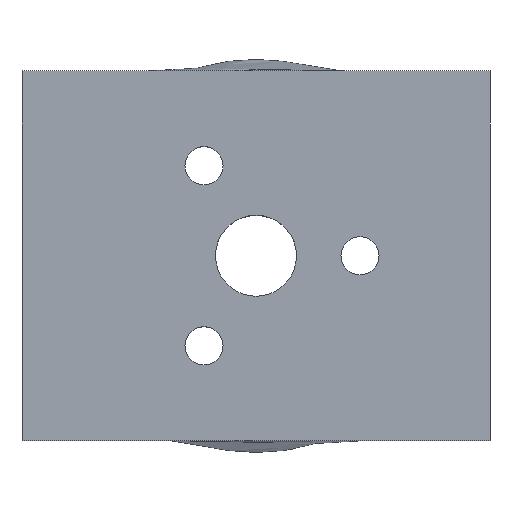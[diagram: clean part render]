
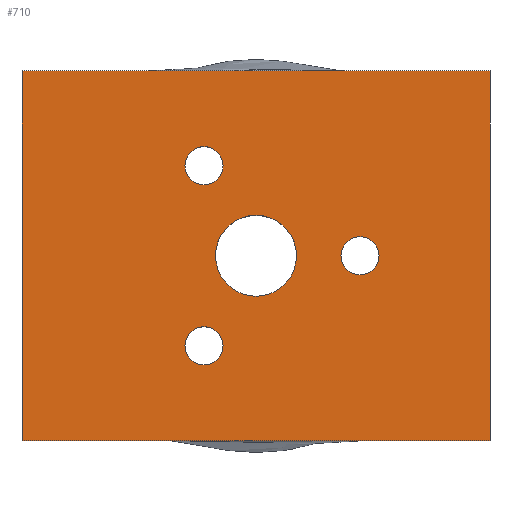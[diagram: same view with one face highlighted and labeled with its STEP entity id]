
A CAD part, top view. The second image highlights one B-rep face of the part: STEP entity #710.
In plain terms, the highlighted planar face has unit normal (0, 0, 1).
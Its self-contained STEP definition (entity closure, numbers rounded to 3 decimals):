
#35=FACE_BOUND('',#124,.T.);
#36=FACE_BOUND('',#125,.T.);
#37=FACE_BOUND('',#126,.T.);
#38=FACE_BOUND('',#127,.T.);
#52=PLANE('',#780);
#77=FACE_OUTER_BOUND('',#123,.T.);
#123=EDGE_LOOP('',(#530,#531,#532,#533));
#124=EDGE_LOOP('',(#534));
#125=EDGE_LOOP('',(#535));
#126=EDGE_LOOP('',(#536));
#127=EDGE_LOOP('',(#537));
#180=LINE('',#1103,#233);
#181=LINE('',#1105,#234);
#182=LINE('',#1107,#235);
#183=LINE('',#1108,#236);
#233=VECTOR('',#902,10.);
#234=VECTOR('',#903,10.);
#235=VECTOR('',#904,10.);
#236=VECTOR('',#905,10.);
#279=CIRCLE('',#768,3.5);
#281=CIRCLE('',#771,1.65);
#282=CIRCLE('',#773,1.65);
#283=CIRCLE('',#775,1.65);
#318=VERTEX_POINT('',#1058);
#320=VERTEX_POINT('',#1064);
#321=VERTEX_POINT('',#1068);
#322=VERTEX_POINT('',#1072);
#335=VERTEX_POINT('',#1101);
#336=VERTEX_POINT('',#1102);
#337=VERTEX_POINT('',#1104);
#338=VERTEX_POINT('',#1106);
#391=EDGE_CURVE('',#318,#318,#279,.T.);
#394=EDGE_CURVE('',#320,#320,#281,.T.);
#396=EDGE_CURVE('',#321,#321,#282,.T.);
#398=EDGE_CURVE('',#322,#322,#283,.T.);
#412=EDGE_CURVE('',#335,#336,#180,.T.);
#413=EDGE_CURVE('',#336,#337,#181,.T.);
#414=EDGE_CURVE('',#337,#338,#182,.T.);
#415=EDGE_CURVE('',#338,#335,#183,.T.);
#530=ORIENTED_EDGE('',*,*,#412,.T.);
#531=ORIENTED_EDGE('',*,*,#413,.T.);
#532=ORIENTED_EDGE('',*,*,#414,.T.);
#533=ORIENTED_EDGE('',*,*,#415,.T.);
#534=ORIENTED_EDGE('',*,*,#391,.T.);
#535=ORIENTED_EDGE('',*,*,#394,.T.);
#536=ORIENTED_EDGE('',*,*,#396,.T.);
#537=ORIENTED_EDGE('',*,*,#398,.T.);
#710=ADVANCED_FACE('',(#77,#35,#36,#37,#38),#52,.T.);
#768=AXIS2_PLACEMENT_3D('',#1059,#863,#864);
#771=AXIS2_PLACEMENT_3D('',#1065,#870,#871);
#773=AXIS2_PLACEMENT_3D('',#1069,#875,#876);
#775=AXIS2_PLACEMENT_3D('',#1073,#880,#881);
#780=AXIS2_PLACEMENT_3D('',#1100,#900,#901);
#863=DIRECTION('center_axis',(0.,0.,
-1.));
#864=DIRECTION('ref_axis',(-1.,0.,0.));
#870=DIRECTION('center_axis',(0.,0.,
-1.));
#871=DIRECTION('ref_axis',(-1.,0.,0.));
#875=DIRECTION('center_axis',(0.,0.,
-1.));
#876=DIRECTION('ref_axis',(-1.,0.,0.));
#880=DIRECTION('center_axis',(0.,0.,
-1.));
#881=DIRECTION('ref_axis',(-1.,0.,0.));
#900=DIRECTION('center_axis',(0.,0.,
1.));
#901=DIRECTION('ref_axis',(1.,0.,0.));
#902=DIRECTION('',(0.,1.,0.));
#903=DIRECTION('',(-1.,0.,0.));
#904=DIRECTION('',(0.,-1.,0.));
#905=DIRECTION('',(1.,0.,0.));
#1058=CARTESIAN_POINT('',(3.5,0.,14.5));
#1059=CARTESIAN_POINT('Origin',(0.,0.,14.5));
#1064=CARTESIAN_POINT('',(-2.85,7.794,14.5));
#1065=CARTESIAN_POINT('Origin',(-4.5,7.794,14.5));
#1068=CARTESIAN_POINT('',(-2.85,-7.794,14.5));
#1069=CARTESIAN_POINT('Origin',(-4.5,-7.794,14.5));
#1072=CARTESIAN_POINT('',(10.65,0.,14.5));
#1073=CARTESIAN_POINT('Origin',(9.,0.,14.5));
#1100=CARTESIAN_POINT('Origin',(0.,0.,14.5));
#1101=CARTESIAN_POINT('',(20.25,-16.,14.5));
#1102=CARTESIAN_POINT('',(20.25,16.,14.5));
#1103=CARTESIAN_POINT('',(20.25,-16.,14.5));
#1104=CARTESIAN_POINT('',(-20.25,16.,14.5));
#1105=CARTESIAN_POINT('',(20.25,16.,14.5));
#1106=CARTESIAN_POINT('',(-20.25,-16.,14.5));
#1107=CARTESIAN_POINT('',(-20.25,16.,14.5));
#1108=CARTESIAN_POINT('',(-20.25,-16.,14.5));
